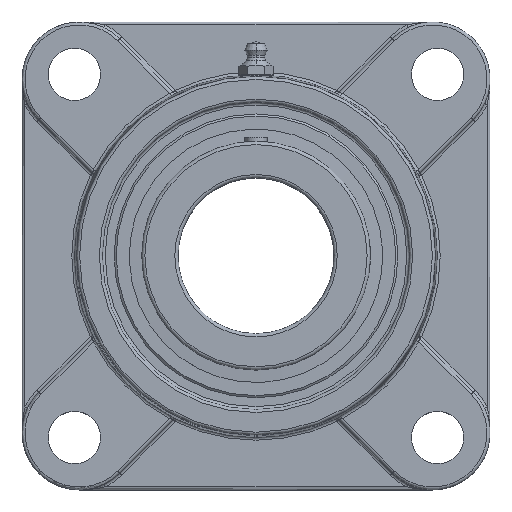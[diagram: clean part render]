
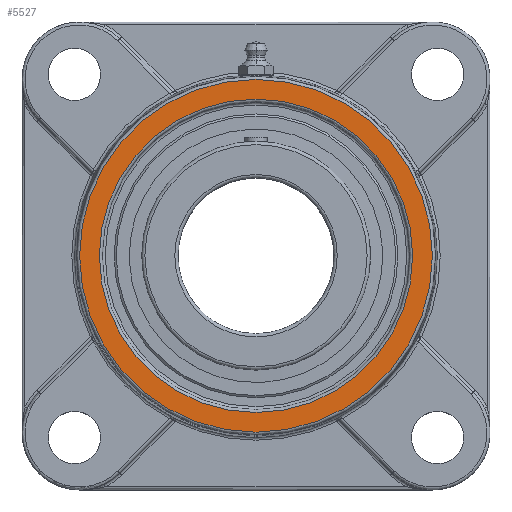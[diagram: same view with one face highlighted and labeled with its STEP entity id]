
A CAD part, top view. The second image highlights one B-rep face of the part: STEP entity #5527.
In plain terms, the highlighted planar face has unit normal (0, 0, 1).
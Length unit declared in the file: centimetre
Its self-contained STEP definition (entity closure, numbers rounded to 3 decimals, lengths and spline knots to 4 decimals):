
#5486=CARTESIAN_POINT('',(-0.,4.7879,4.));
#5487=VERTEX_POINT('',#5486);
#5498=CARTESIAN_POINT('',(0.,0.,4.));
#5499=DIRECTION('',(0.,0.,1.));
#5500=DIRECTION('',(0.,-1.,0.));
#5501=AXIS2_PLACEMENT_3D('',#5498,#5499,#5500);
#5502=CIRCLE('',#5501,4.7879);
#5503=EDGE_CURVE('',#5487,#5487,#5502,.T.);
#5508=CARTESIAN_POINT('',(-0.,0.,4.));
#5509=DIRECTION('',(0.,0.,1.));
#5510=DIRECTION('',(1.,0.,0.));
#5511=AXIS2_PLACEMENT_3D('',#5508,#5509,#5510);
#5512=PLANE('',#5511);
#5513=CARTESIAN_POINT('',(0.,5.391,4.));
#5514=VERTEX_POINT('',#5513);
#5515=CARTESIAN_POINT('',(0.,0.,4.));
#5516=DIRECTION('',(-0.,0.,-1.));
#5517=DIRECTION('',(-0.,-1.,0.));
#5518=AXIS2_PLACEMENT_3D('',#5515,#5516,#5517);
#5519=CIRCLE('',#5518,5.391);
#5520=EDGE_CURVE('',#5514,#5514,#5519,.T.);
#5521=ORIENTED_EDGE('',*,*,#5520,.F.);
#5522=EDGE_LOOP('',(#5521));
#5523=FACE_BOUND('',#5522,.T.);
#5524=ORIENTED_EDGE('',*,*,#5503,.F.);
#5525=EDGE_LOOP('',(#5524));
#5526=FACE_BOUND('',#5525,.T.);
#5527=ADVANCED_FACE('',(#5523,#5526),#5512,.T.);
